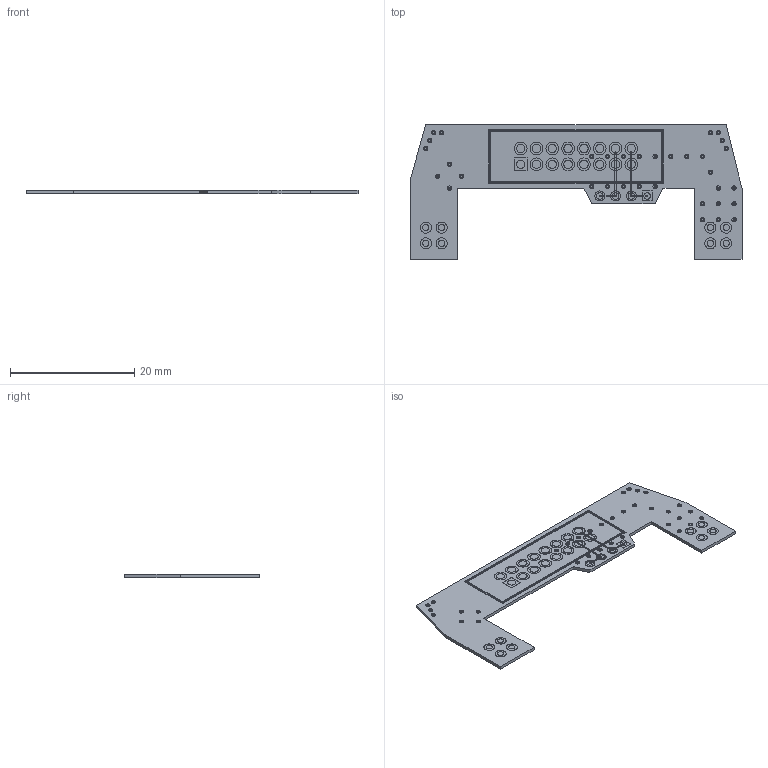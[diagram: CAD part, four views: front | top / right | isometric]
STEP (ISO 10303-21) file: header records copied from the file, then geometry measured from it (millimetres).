
FILE_DESCRIPTION( ( '' ), ' ' );
FILE_NAME( '5c890999a3bb62184809a074.step', '2019-03-13T13:46:01', ( '' ), ( '' ), ' ', ' ', ' ' );
FILE_SCHEMA( ( 'AUTOMOTIVE_DESIGN { 1 0 10303 214 1 1 1 1 }' ) );
Length unit declared in the file: metre
Products named in the file (244): Assem1; Open CASCADE STEP translator 6.8 244; Open CASCADE STEP translator 6.8 208; Open CASCADE STEP translator 6.8 12; Open CASCADE STEP translator 6.8 134; Open CASCADE STEP translator 6.8 40; Open CASCADE STEP translator 6.8 65; Open CASCADE STEP translator 6.8 42; Open CASCADE STEP translator 6.8 188; Open CASCADE STEP translator 6.8 10; Open CASCADE STEP translator 6.8 234; Open CASCADE STEP translator 6.8 63; Open CASCADE STEP translator 6.8 115; Open CASCADE STEP translator 6.8 182; Open CASCADE STEP translator 6.8 138; Open CASCADE STEP translator 6.8 183; Open CASCADE STEP translator 6.8 17; Open CASCADE STEP translator 6.8 176; Open CASCADE STEP translator 6.8 228; Open CASCADE STEP translator 6.8 21; Open CASCADE STEP translator 6.8 66; Open CASCADE STEP translator 6.8 165; Open CASCADE STEP translator 6.8 20; Open CASCADE STEP translator 6.8 231; Open CASCADE STEP translator 6.8 74; Open CASCADE STEP translator 6.8 227; Open CASCADE STEP translator 6.8 16; Open CASCADE STEP translator 6.8 71; Open CASCADE STEP translator 6.8 96; Open CASCADE STEP translator 6.8 211; Open CASCADE STEP translator 6.8 62; Open CASCADE STEP translator 6.8 229; Open CASCADE STEP translator 6.8 5; Open CASCADE STEP translator 6.8 92; Open CASCADE STEP translator 6.8 127; Open CASCADE STEP translator 6.8 14; Open CASCADE STEP translator 6.8 155; Open CASCADE STEP translator 6.8 236; Open CASCADE STEP translator 6.8 98; Open CASCADE STEP translator 6.8 19 ...
Assembly tree (243 placements, depth 2):
  Assem1
    Open CASCADE STEP translator 6.8 244
    Open CASCADE STEP translator 6.8 208
    Open CASCADE STEP translator 6.8 12
    Open CASCADE STEP translator 6.8 134
    Open CASCADE STEP translator 6.8 40
    Open CASCADE STEP translator 6.8 65
    Open CASCADE STEP translator 6.8 42
    Open CASCADE STEP translator 6.8 188
    Open CASCADE STEP translator 6.8 10
    Open CASCADE STEP translator 6.8 234
    Open CASCADE STEP translator 6.8 63
    Open CASCADE STEP translator 6.8 115
    Open CASCADE STEP translator 6.8 182
    Open CASCADE STEP translator 6.8 138
    Open CASCADE STEP translator 6.8 183
    Open CASCADE STEP translator 6.8 17
    Open CASCADE STEP translator 6.8 176
    Open CASCADE STEP translator 6.8 228
    Open CASCADE STEP translator 6.8 21
    Open CASCADE STEP translator 6.8 66
    Open CASCADE STEP translator 6.8 165
    Open CASCADE STEP translator 6.8 20
    Open CASCADE STEP translator 6.8 231
    Open CASCADE STEP translator 6.8 74
    Open CASCADE STEP translator 6.8 227
    Open CASCADE STEP translator 6.8 16
    Open CASCADE STEP translator 6.8 71
    Open CASCADE STEP translator 6.8 96
    Open CASCADE STEP translator 6.8 211
    Open CASCADE STEP translator 6.8 62
    Open CASCADE STEP translator 6.8 229
    Open CASCADE STEP translator 6.8 5
    Open CASCADE STEP translator 6.8 92
    Open CASCADE STEP translator 6.8 127
    Open CASCADE STEP translator 6.8 14
    Open CASCADE STEP translator 6.8 155
    Open CASCADE STEP translator 6.8 236
    Open CASCADE STEP translator 6.8 98
    Open CASCADE STEP translator 6.8 19
    Open CASCADE STEP translator 6.8 11
    Open CASCADE STEP translator 6.8 64
    Open CASCADE STEP translator 6.8 15
    Open CASCADE STEP translator 6.8 142
    Open CASCADE STEP translator 6.8 223
    Open CASCADE STEP translator 6.8 162
    Open CASCADE STEP translator 6.8 32
    Open CASCADE STEP translator 6.8 77
    Open CASCADE STEP translator 6.8 29
    Open CASCADE STEP translator 6.8 121
    Open CASCADE STEP translator 6.8 198
    Open CASCADE STEP translator 6.8 205
    Open CASCADE STEP translator 6.8 95
    Open CASCADE STEP translator 6.8 116
    Open CASCADE STEP translator 6.8 172
    Open CASCADE STEP translator 6.8 192
    Open CASCADE STEP translator 6.8 60
    Open CASCADE STEP translator 6.8 214
    Open CASCADE STEP translator 6.8 224
    Open CASCADE STEP translator 6.8 128
Bounding box: 53.34 x 21.59 x 0.6 mm (x, y, z)
Volume: 398 mm3; surface area: 2314.9 mm2
Topology: 243 solids, 243 shells, 822 faces, 1008 edges, 672 vertices
Faces by surface type: plane 604, cylinder 218
Full cylindrical faces by diameter (mm): 0.203 x8, 0.33 x34, 0.688 x68, 0.762 x28, 1.016 x8, 1.05 x4, 1.35 x16, 1.6 x6, 1.778 x16, 2.05 x30
Entity records: 29742 total; most frequent: DIRECTION 3358, CARTESIAN_POINT 2528, STYLED_ITEM 1612, PRESENTATION_STYLE_ASSIGNMENT 1612, COLOUR_RGB 1612, ORIENTED_EDGE 1580, AXIS2_PLACEMENT_3D 1502, EDGE_LOOP 1044
